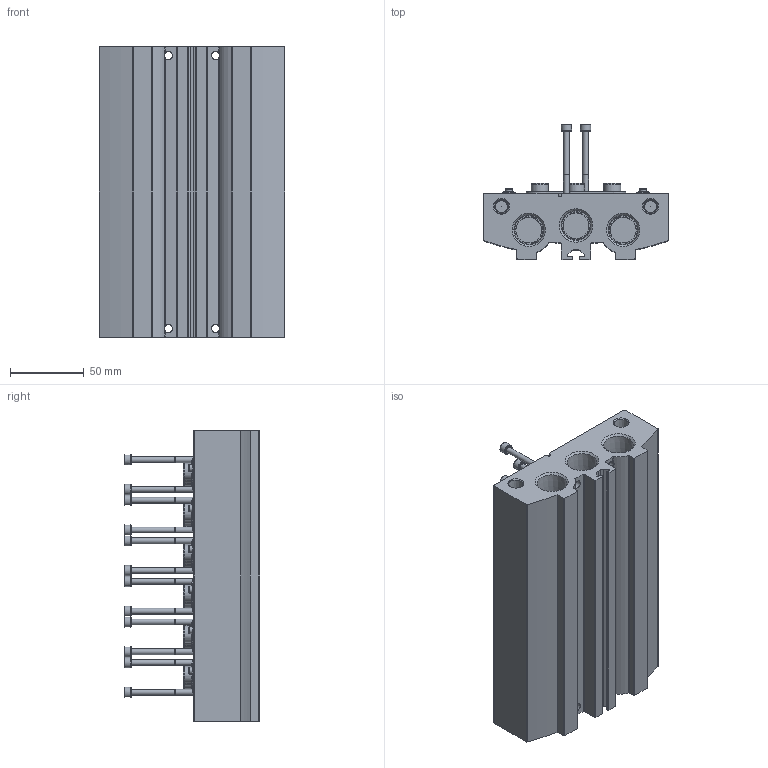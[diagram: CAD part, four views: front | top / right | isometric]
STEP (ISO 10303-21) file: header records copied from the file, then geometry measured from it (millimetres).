
FILE_DESCRIPTION(/* description */ ('STEP AP214'),/* implementation_level */ '2;1');
FILE_NAME(/* name */ '8026256_VABM-B10-25E-N12-6',/* time_stamp */ '2024-09-15T21:50:23+02:00',/* author */ ('License CC BY-ND 4.0'),/* organization */ ('CADENAS'),/* preprocessor_version */ 'ST-DEVELOPER v19.3',/* originating_system */ 'PARTsolutions',/* authorisation */ ' ');
FILE_SCHEMA (('AUTOMOTIVE_DESIGN {1 0 10303 214 3 1 1}'));
Length unit declared in the file: millimetre
Products named in the file (7): 8026256 VABM-B10-25E-N12-6; 8026256 VABM-B10-25E-N12-6---(M); 1657071 VUVS-G14-3---(S); 2833735 F-M4x50-10.9; 1743809 VUVS-M5---(S); 31785 B-1/2-NPT---(Plug); 173985 B-1/8-NPT---(Plug)
Assembly tree (36 placements, depth 2):
  8026256 VABM-B10-25E-N12-6
    8026256 VABM-B10-25E-N12-6---(M)
    1657071 VUVS-G14-3---(S)  x6
    2833735 F-M4x50-10.9  x12
    1743809 VUVS-M5---(S)  x12
    31785 B-1/2-NPT---(Plug)  x3
    173985 B-1/8-NPT---(Plug)  x2
Bounding box: 126 x 91.8 x 197 mm (x, y, z)
Volume: 798230.2 mm3; surface area: 178655.7 mm2
Topology: 36 solids, 36 shells, 1400 faces, 3274 edges, 2073 vertices
Faces by surface type: plane 646, cylinder 397, cone 285, torus 72
Full cylindrical faces by diameter (mm): 2.9 x12, 3.242 x13, 3.5 x1, 3.9 x12, 4 x12, 4.134 x2, 4.2 x12, 4.366 x2, 4.6 x12, 5.5 x4, 6.1 x12, 7 x30, 8.2 x2, 8.6 x18, 9 x12, 9.525 x3, 11.6 x18, 14.6 x18, 17.6 x3
Entity records: 13539 total; most frequent: CARTESIAN_POINT 2711, DIRECTION 2246, ORIENTED_EDGE 1880, EDGE_CURVE 940, AXIS2_PLACEMENT_3D 875, FACE_BOUND 761, EDGE_LOOP 743, VERTEX_POINT 709
